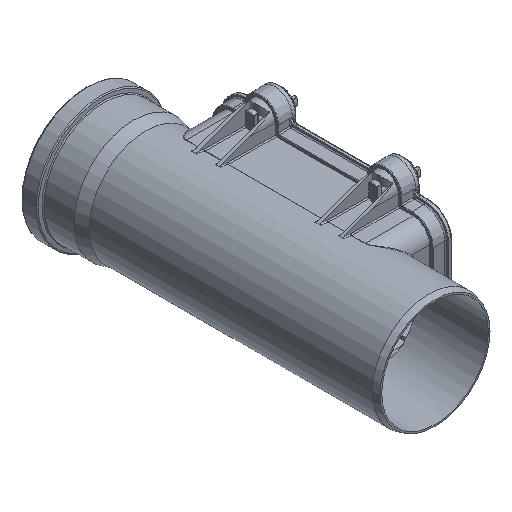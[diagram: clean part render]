
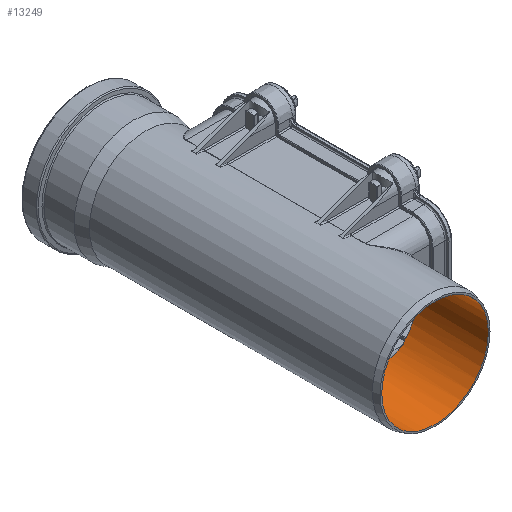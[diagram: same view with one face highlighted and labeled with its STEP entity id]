
A CAD part, isometric view. The second image highlights one B-rep face of the part: STEP entity #13249.
In plain terms, the highlighted cylindrical face has radius 51.9 mm (diameter 103.8 mm), a full revolution.
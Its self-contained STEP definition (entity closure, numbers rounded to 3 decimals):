
#815=B_SPLINE_CURVE_WITH_KNOTS('',3,(#21588,#21589,#21590,#21591,#21592,
#21593,#21594,#21595,#21596,#21597,#21598,#21599,#21600,#21601,#21602,#21603),
 .UNSPECIFIED.,.F.,.F.,(4,2,2,2,2,2,2,4),(-2.988,-2.528,
-2.067,-1.145,-0.755,-0.364,
-0.182,0.),.UNSPECIFIED.);
#816=B_SPLINE_CURVE_WITH_KNOTS('',3,(#21615,#21616,#21617,#21618,#21619,
#21620,#21621,#21622,#21623,#21624,#21625,#21626,#21627,#21628,#21629,#21630),
 .UNSPECIFIED.,.F.,.F.,(4,2,2,2,2,2,2,4),(5.227,5.409,
5.591,5.981,6.372,7.294,7.754,
8.215),.UNSPECIFIED.);
#817=B_SPLINE_CURVE_WITH_KNOTS('',3,(#21634,#21635,#21636,#21637,#21638,
#21639,#21640,#21641,#21642,#21643,#21644,#21645,#21646,#21647,#21648,#21649),
 .UNSPECIFIED.,.F.,.F.,(4,2,2,2,2,2,2,4),(0.,0.182,0.364,
0.755,1.145,2.067,2.528,2.988),
 .UNSPECIFIED.);
#818=B_SPLINE_CURVE_WITH_KNOTS('',3,(#21659,#21660,#21661,#21662,#21663,
#21664,#21665,#21666,#21667,#21668,#21669,#21670,#21671,#21672,#21673,#21674),
 .UNSPECIFIED.,.F.,.F.,(4,2,2,2,2,2,2,4),(2.238,3.023,
3.807,4.294,4.78,5.002,5.113,
5.224),.UNSPECIFIED.);
#970=FACE_BOUND('',#4182,.T.);
#971=FACE_BOUND('',#4183,.T.);
#1258=LINE('',#21611,#2132);
#1262=LINE('',#21653,#2136);
#2132=VECTOR('',#16624,174.6);
#2136=VECTOR('',#16634,174.6);
#2841=CYLINDRICAL_SURFACE('',#14313,51.9);
#3279=FACE_OUTER_BOUND('',#4181,.T.);
#4181=EDGE_LOOP('',(#9849));
#4182=EDGE_LOOP('',(#9850,#9851,#9852,#9853,#9854,#9855,#9856,#9857));
#4183=EDGE_LOOP('',(#9858));
#5116=CIRCLE('',#14301,51.9);
#5117=CIRCLE('',#14307,51.9);
#5119=CIRCLE('',#14312,51.9);
#5120=CIRCLE('',#14314,51.9);
#6005=VERTEX_POINT('',#21584);
#6006=VERTEX_POINT('',#21586);
#6007=VERTEX_POINT('',#21605);
#6008=VERTEX_POINT('',#21609);
#6009=VERTEX_POINT('',#21613);
#6010=VERTEX_POINT('',#21632);
#6011=VERTEX_POINT('',#21651);
#6012=VERTEX_POINT('',#21655);
#6014=VERTEX_POINT('',#21679);
#6015=VERTEX_POINT('',#21682);
#7378=EDGE_CURVE('',#6005,#6006,#815,.T.);
#7380=EDGE_CURVE('',#6007,#6005,#5116,.T.);
#7382=EDGE_CURVE('',#6006,#6008,#1258,.T.);
#7384=EDGE_CURVE('',#6009,#6007,#816,.T.);
#7386=EDGE_CURVE('',#6008,#6010,#817,.T.);
#7388=EDGE_CURVE('',#6011,#6009,#1262,.T.);
#7390=EDGE_CURVE('',#6010,#6012,#5117,.T.);
#7391=EDGE_CURVE('',#6012,#6011,#818,.T.);
#7393=EDGE_CURVE('',#6014,#6014,#5119,.T.);
#7394=EDGE_CURVE('',#6015,#6015,#5120,.T.);
#9849=ORIENTED_EDGE('',*,*,#7393,.T.);
#9850=ORIENTED_EDGE('',*,*,#7378,.T.);
#9851=ORIENTED_EDGE('',*,*,#7382,.T.);
#9852=ORIENTED_EDGE('',*,*,#7386,.T.);
#9853=ORIENTED_EDGE('',*,*,#7390,.T.);
#9854=ORIENTED_EDGE('',*,*,#7391,.T.);
#9855=ORIENTED_EDGE('',*,*,#7388,.T.);
#9856=ORIENTED_EDGE('',*,*,#7384,.T.);
#9857=ORIENTED_EDGE('',*,*,#7380,.T.);
#9858=ORIENTED_EDGE('',*,*,#7394,.F.);
#13249=ADVANCED_FACE('',(#3279,#970,#971),#2841,.F.);
#14301=AXIS2_PLACEMENT_3D('',#21607,#16619,#16620);
#14307=AXIS2_PLACEMENT_3D('',#21657,#16638,#16639);
#14312=AXIS2_PLACEMENT_3D('',#21680,#16648,#16649);
#14313=AXIS2_PLACEMENT_3D('',#21681,#16650,#16651);
#14314=AXIS2_PLACEMENT_3D('',#21683,#16652,#16653);
#16619=DIRECTION('center_axis',(0.,1.,0.));
#16620=DIRECTION('ref_axis',(1.,0.,0.));
#16624=DIRECTION('',(0.,1.,0.));
#16634=DIRECTION('',(0.,-1.,0.));
#16638=DIRECTION('center_axis',(0.,-1.,0.));
#16639=DIRECTION('ref_axis',(1.,0.,0.));
#16648=DIRECTION('center_axis',(0.,-1.,0.));
#16649=DIRECTION('ref_axis',(1.,0.,0.));
#16650=DIRECTION('center_axis',(0.,-1.,0.));
#16651=DIRECTION('ref_axis',(1.,0.,0.));
#16652=DIRECTION('center_axis',(0.,-1.,0.));
#16653=DIRECTION('ref_axis',(1.,0.,0.));
#21584=CARTESIAN_POINT('',(36.088,-213.324,-37.3));
#21586=CARTESIAN_POINT('',(12.787,-200.324,-50.3));
#21588=CARTESIAN_POINT('Ctrl Pts',(36.088,-213.324,-37.3));
#21589=CARTESIAN_POINT('Ctrl Pts',(34.984,-213.324,-38.368));
#21590=CARTESIAN_POINT('Ctrl Pts',(33.795,-213.192,-39.421));
#21591=CARTESIAN_POINT('Ctrl Pts',(31.303,-212.695,-41.428));
#21592=CARTESIAN_POINT('Ctrl Pts',(29.998,-212.331,-42.382));
#21593=CARTESIAN_POINT('Ctrl Pts',(26.017,-210.969,-45.021));
#21594=CARTESIAN_POINT('Ctrl Pts',(23.262,-209.705,-46.475));
#21595=CARTESIAN_POINT('Ctrl Pts',(19.698,-207.702,-48.031));
#21596=CARTESIAN_POINT('Ctrl Pts',(18.54,-206.999,-48.49));
#21597=CARTESIAN_POINT('Ctrl Pts',(16.306,-205.434,-49.286));
#21598=CARTESIAN_POINT('Ctrl Pts',(15.228,-204.576,-49.624));
#21599=CARTESIAN_POINT('Ctrl Pts',(13.965,-203.193,-49.988));
#21600=CARTESIAN_POINT('Ctrl Pts',(13.559,-202.675,-50.098));
#21601=CARTESIAN_POINT('Ctrl Pts',(12.967,-201.546,-50.255));
#21602=CARTESIAN_POINT('Ctrl Pts',(12.787,-200.931,-50.3));
#21603=CARTESIAN_POINT('Ctrl Pts',(12.787,-200.324,-50.3));
#21605=CARTESIAN_POINT('',(36.088,-213.324,37.3));
#21607=CARTESIAN_POINT('Origin',(0.,-213.324,0.));
#21609=CARTESIAN_POINT('',(12.787,-25.724,-50.3));
#21611=CARTESIAN_POINT('',(12.787,-140.762,-50.3));
#21613=CARTESIAN_POINT('',(12.787,-200.324,50.3));
#21615=CARTESIAN_POINT('Ctrl Pts',(12.787,-200.324,50.3));
#21616=CARTESIAN_POINT('Ctrl Pts',(12.787,-200.931,50.3));
#21617=CARTESIAN_POINT('Ctrl Pts',(12.967,-201.546,50.255));
#21618=CARTESIAN_POINT('Ctrl Pts',(13.559,-202.675,50.098));
#21619=CARTESIAN_POINT('Ctrl Pts',(13.965,-203.193,49.988));
#21620=CARTESIAN_POINT('Ctrl Pts',(15.228,-204.576,49.624));
#21621=CARTESIAN_POINT('Ctrl Pts',(16.306,-205.434,49.286));
#21622=CARTESIAN_POINT('Ctrl Pts',(18.54,-206.999,48.49));
#21623=CARTESIAN_POINT('Ctrl Pts',(19.698,-207.702,48.031));
#21624=CARTESIAN_POINT('Ctrl Pts',(23.262,-209.705,46.475));
#21625=CARTESIAN_POINT('Ctrl Pts',(26.017,-210.969,45.021));
#21626=CARTESIAN_POINT('Ctrl Pts',(29.998,-212.331,42.382));
#21627=CARTESIAN_POINT('Ctrl Pts',(31.303,-212.695,41.428));
#21628=CARTESIAN_POINT('Ctrl Pts',(33.795,-213.192,39.421));
#21629=CARTESIAN_POINT('Ctrl Pts',(34.984,-213.324,38.368));
#21630=CARTESIAN_POINT('Ctrl Pts',(36.088,-213.324,37.3));
#21632=CARTESIAN_POINT('',(36.088,-12.724,-37.3));
#21634=CARTESIAN_POINT('Ctrl Pts',(12.787,-25.724,-50.3));
#21635=CARTESIAN_POINT('Ctrl Pts',(12.787,-25.118,-50.3));
#21636=CARTESIAN_POINT('Ctrl Pts',(12.967,-24.503,-50.255));
#21637=CARTESIAN_POINT('Ctrl Pts',(13.559,-23.374,-50.098));
#21638=CARTESIAN_POINT('Ctrl Pts',(13.965,-22.856,-49.988));
#21639=CARTESIAN_POINT('Ctrl Pts',(15.228,-21.472,-49.624));
#21640=CARTESIAN_POINT('Ctrl Pts',(16.306,-20.615,-49.286));
#21641=CARTESIAN_POINT('Ctrl Pts',(18.54,-19.05,-48.49));
#21642=CARTESIAN_POINT('Ctrl Pts',(19.698,-18.347,-48.031));
#21643=CARTESIAN_POINT('Ctrl Pts',(23.262,-16.344,-46.475));
#21644=CARTESIAN_POINT('Ctrl Pts',(26.017,-15.08,-45.021));
#21645=CARTESIAN_POINT('Ctrl Pts',(29.998,-13.718,-42.382));
#21646=CARTESIAN_POINT('Ctrl Pts',(31.303,-13.354,-41.428));
#21647=CARTESIAN_POINT('Ctrl Pts',(33.795,-12.857,-39.421));
#21648=CARTESIAN_POINT('Ctrl Pts',(34.984,-12.724,-38.368));
#21649=CARTESIAN_POINT('Ctrl Pts',(36.088,-12.724,-37.3));
#21651=CARTESIAN_POINT('',(12.787,-25.724,50.3));
#21653=CARTESIAN_POINT('',(12.787,-140.762,50.3));
#21655=CARTESIAN_POINT('',(36.088,-12.724,37.3));
#21657=CARTESIAN_POINT('Origin',(0.,-12.724,0.));
#21659=CARTESIAN_POINT('Ctrl Pts',(36.088,-12.724,37.3));
#21660=CARTESIAN_POINT('Ctrl Pts',(34.208,-12.724,39.119));
#21661=CARTESIAN_POINT('Ctrl Pts',(32.041,-13.121,40.921));
#21662=CARTESIAN_POINT('Ctrl Pts',(27.541,-14.497,44.076));
#21663=CARTESIAN_POINT('Ctrl Pts',(25.208,-15.47,45.43));
#21664=CARTESIAN_POINT('Ctrl Pts',(21.739,-17.19,47.151));
#21665=CARTESIAN_POINT('Ctrl Pts',(20.283,-17.984,47.797));
#21666=CARTESIAN_POINT('Ctrl Pts',(17.441,-19.773,48.906));
#21667=CARTESIAN_POINT('Ctrl Pts',(16.051,-20.761,49.37));
#21668=CARTESIAN_POINT('Ctrl Pts',(14.389,-22.362,49.868));
#21669=CARTESIAN_POINT('Ctrl Pts',(13.853,-22.954,50.019));
#21670=CARTESIAN_POINT('Ctrl Pts',(13.25,-23.936,50.181));
#21671=CARTESIAN_POINT('Ctrl Pts',(13.082,-24.279,50.224));
#21672=CARTESIAN_POINT('Ctrl Pts',(12.851,-24.989,50.284));
#21673=CARTESIAN_POINT('Ctrl Pts',(12.787,-25.355,50.3));
#21674=CARTESIAN_POINT('Ctrl Pts',(12.787,-25.724,50.3));
#21679=CARTESIAN_POINT('',(51.9,-281.524,0.));
#21680=CARTESIAN_POINT('Origin',(0.,-281.524,0.));
#21681=CARTESIAN_POINT('Origin',(0.,-140.762,0.));
#21682=CARTESIAN_POINT('',(51.9,0.,0.));
#21683=CARTESIAN_POINT('Origin',(0.,0.,0.));
